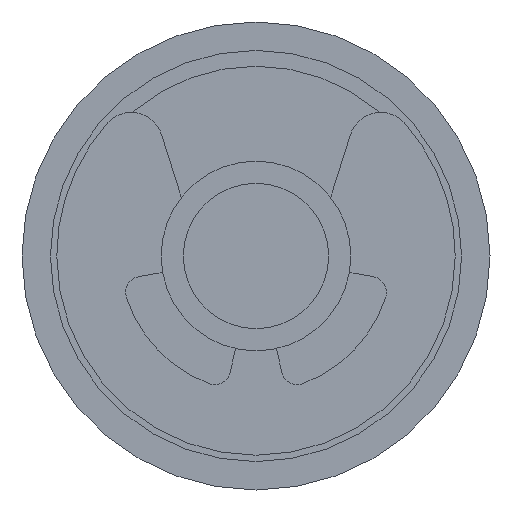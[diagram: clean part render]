
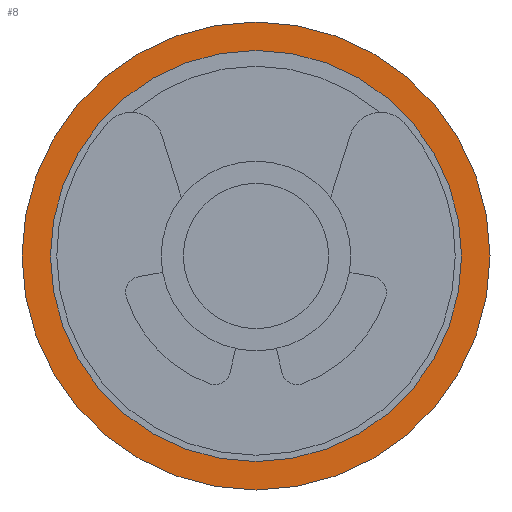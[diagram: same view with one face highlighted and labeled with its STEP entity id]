
A CAD part, front view. The second image highlights one B-rep face of the part: STEP entity #8.
In plain terms, the highlighted planar face has unit normal (0, -1, 0).
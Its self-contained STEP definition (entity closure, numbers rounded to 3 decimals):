
#8 = ADVANCED_FACE ( 'Defeature ausgef�hrt1_9', ( #590, #7593 ), #7453, .F. ) ;
#33 = EDGE_CURVE ( 'Defeature ausgef�hrt1_15+Defeature ausgef�hrt1_9+Defeature ausgef�hrt1_9+Defeature ausgef�hrt1_9', #6339, #6633, #7975, .T. ) ;
#338 = ORIENTED_EDGE ( 'NONE', *, *, #33, .F. ) ;
#516 = CARTESIAN_POINT ( 'NONE',  ( 0., 11., 0. ) ) ;
#590 = FACE_OUTER_BOUND ( 'NONE', #3227, .T. ) ;
#702 = CARTESIAN_POINT ( 'NONE',  ( 0., 11., 0. ) ) ;
#717 = ORIENTED_EDGE ( 'NONE', *, *, #4386, .F. ) ;
#1066 = CARTESIAN_POINT ( 'NONE',  ( 0., 11., 3.7 ) ) ;
#1080 = CARTESIAN_POINT ( 'NONE',  ( 0., 11., -3.7 ) ) ;
#1142 = DIRECTION ( 'NONE',  ( 0., 0., 1. ) ) ;
#1885 = EDGE_CURVE ( 'Defeature ausgef�hrt1_10+Defeature ausgef�hrt1_9+Defeature ausgef�hrt1_9+Defeature ausgef�hrt1_9', #8094, #2016, #5413, .T. ) ;
#2016 = VERTEX_POINT ( 'NONE', #1080 ) ;
#2100 = EDGE_LOOP ( 'NONE', ( #717, #338 ) ) ;
#2158 = AXIS2_PLACEMENT_3D ( 'NONE', #4435, #4404, #1142 ) ;
#2507 = DIRECTION ( 'NONE',  ( 0., 0., -1. ) ) ;
#3184 = DIRECTION ( 'NONE',  ( 0., 0., 1. ) ) ;
#3227 = EDGE_LOOP ( 'NONE', ( #3615, #6915 ) ) ;
#3244 = DIRECTION ( 'NONE',  ( 0., 1., 0. ) ) ;
#3615 = ORIENTED_EDGE ( 'NONE', *, *, #3749, .F. ) ;
#3647 = DIRECTION ( 'NONE',  ( 0., 1., 0. ) ) ;
#3749 = EDGE_CURVE ( 'Defeature ausgef�hrt1_10+Defeature ausgef�hrt1_9+Defeature ausgef�hrt1_9+Defeature ausgef�hrt1_9', #2016, #8094, #8167, .T. ) ;
#3814 = AXIS2_PLACEMENT_3D ( 'NONE', #516, #7478, #2507 ) ;
#3880 = AXIS2_PLACEMENT_3D ( 'NONE', #702, #8184, #5115 ) ;
#4386 = EDGE_CURVE ( 'Defeature ausgef�hrt1_15+Defeature ausgef�hrt1_9+Defeature ausgef�hrt1_9+Defeature ausgef�hrt1_9', #6633, #6339, #7554, .T. ) ;
#4404 = DIRECTION ( 'NONE',  ( 0., 1., 0. ) ) ;
#4435 = CARTESIAN_POINT ( 'NONE',  ( 0., 11., 0. ) ) ;
#4909 = CARTESIAN_POINT ( 'NONE',  ( 0., 11., 0. ) ) ;
#5115 = DIRECTION ( 'NONE',  ( 0., 0., -1. ) ) ;
#5413 = CIRCLE ( 'NONE', #7753, 3.7 ) ;
#5455 = AXIS2_PLACEMENT_3D ( 'NONE', #4909, #3647, #8072 ) ;
#5817 = CARTESIAN_POINT ( 'NONE',  ( 0., 11., 2.75 ) ) ;
#6335 = CARTESIAN_POINT ( 'NONE',  ( 0., 11., 0. ) ) ;
#6339 = VERTEX_POINT ( 'NONE', #5817 ) ;
#6633 = VERTEX_POINT ( 'NONE', #7444 ) ;
#6915 = ORIENTED_EDGE ( 'NONE', *, *, #1885, .F. ) ;
#7444 = CARTESIAN_POINT ( 'NONE',  ( 0., 11., -2.75 ) ) ;
#7453 = PLANE ( 'NONE',  #2158 ) ;
#7478 = DIRECTION ( 'NONE',  ( 0., -1., 0. ) ) ;
#7554 = CIRCLE ( 'NONE', #3880, 2.75 ) ;
#7593 = FACE_BOUND ( 'NONE', #2100, .T. ) ;
#7753 = AXIS2_PLACEMENT_3D ( 'NONE', #6335, #3244, #3184 ) ;
#7975 = CIRCLE ( 'NONE', #3814, 2.75 ) ;
#8072 = DIRECTION ( 'NONE',  ( 0., 0., 1. ) ) ;
#8094 = VERTEX_POINT ( 'NONE', #1066 ) ;
#8167 = CIRCLE ( 'NONE', #5455, 3.7 ) ;
#8184 = DIRECTION ( 'NONE',  ( 0., -1., 0. ) ) ;
